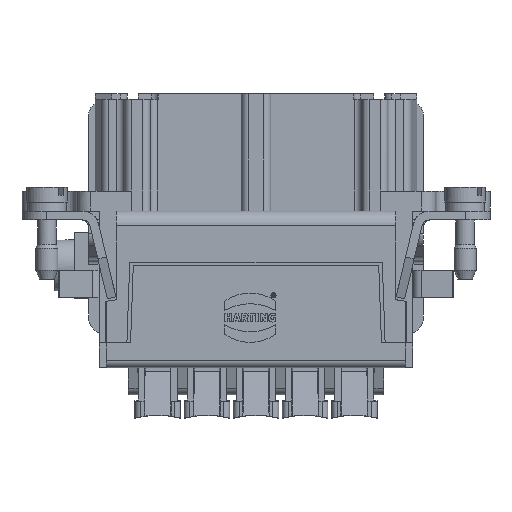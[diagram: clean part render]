
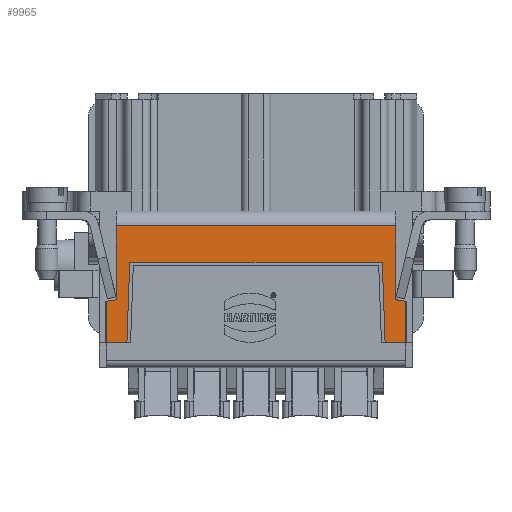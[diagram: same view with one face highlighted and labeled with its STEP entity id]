
A CAD part, front view. The second image highlights one B-rep face of the part: STEP entity #9965.
In plain terms, the highlighted planar face has unit normal (0, -1, 0).
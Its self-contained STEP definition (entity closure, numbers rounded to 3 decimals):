
#9965=ADVANCED_FACE('',(#12882),#11699,.T.);
#11699=PLANE('',#40622);
#12882=FACE_OUTER_BOUND('',#14423,.T.);
#14423=EDGE_LOOP('',(#18320,#18321,#18322,#18323,#18324,#18325,#18326,#18327,
#18328,#18329,#18330,#18331));
#18320=ORIENTED_EDGE('',*,*,#29779,.T.);
#18321=ORIENTED_EDGE('',*,*,#29780,.T.);
#18322=ORIENTED_EDGE('',*,*,#29781,.F.);
#18323=ORIENTED_EDGE('',*,*,#29782,.T.);
#18324=ORIENTED_EDGE('',*,*,#29783,.T.);
#18325=ORIENTED_EDGE('',*,*,#29784,.T.);
#18326=ORIENTED_EDGE('',*,*,#29777,.T.);
#18327=ORIENTED_EDGE('',*,*,#29785,.F.);
#18328=ORIENTED_EDGE('',*,*,#29786,.T.);
#18329=ORIENTED_EDGE('',*,*,#29787,.F.);
#18330=ORIENTED_EDGE('',*,*,#29349,.F.);
#18331=ORIENTED_EDGE('',*,*,#29788,.T.);
#26336=VERTEX_POINT('',#52903);
#26337=VERTEX_POINT('',#52905);
#26734=VERTEX_POINT('',#53977);
#26735=VERTEX_POINT('',#53979);
#26736=VERTEX_POINT('',#53983);
#26737=VERTEX_POINT('',#53984);
#26738=VERTEX_POINT('',#53986);
#26739=VERTEX_POINT('',#53988);
#26740=VERTEX_POINT('',#53990);
#26741=VERTEX_POINT('',#53992);
#26742=VERTEX_POINT('',#53995);
#26743=VERTEX_POINT('',#53997);
#29349=EDGE_CURVE('',#26336,#26337,#33652,.T.);
#29777=EDGE_CURVE('',#26735,#26734,#33966,.T.);
#29779=EDGE_CURVE('',#26736,#26737,#33967,.T.);
#29780=EDGE_CURVE('',#26737,#26738,#33968,.T.);
#29781=EDGE_CURVE('',#26739,#26738,#33969,.T.);
#29782=EDGE_CURVE('',#26739,#26740,#33970,.T.);
#29783=EDGE_CURVE('',#26740,#26741,#33971,.T.);
#29784=EDGE_CURVE('',#26741,#26735,#33972,.T.);
#29785=EDGE_CURVE('',#26742,#26734,#33973,.T.);
#29786=EDGE_CURVE('',#26742,#26743,#33974,.T.);
#29787=EDGE_CURVE('',#26337,#26743,#33975,.T.);
#29788=EDGE_CURVE('',#26336,#26736,#33976,.T.);
#33652=LINE('',#52904,#36527);
#33966=LINE('',#53978,#36841);
#33967=LINE('',#53982,#36842);
#33968=LINE('',#53985,#36843);
#33969=LINE('',#53987,#36844);
#33970=LINE('',#53989,#36845);
#33971=LINE('',#53991,#36846);
#33972=LINE('',#53993,#36847);
#33973=LINE('',#53994,#36848);
#33974=LINE('',#53996,#36849);
#33975=LINE('',#53998,#36850);
#33976=LINE('',#53999,#36851);
#36527=VECTOR('',#43998,1.);
#36841=VECTOR('',#44578,1.);
#36842=VECTOR('',#44583,1.);
#36843=VECTOR('',#44584,1.);
#36844=VECTOR('',#44585,1.);
#36845=VECTOR('',#44586,1.);
#36846=VECTOR('',#44587,1.);
#36847=VECTOR('',#44588,1.);
#36848=VECTOR('',#44589,1.);
#36849=VECTOR('',#44590,1.);
#36850=VECTOR('',#44591,1.);
#36851=VECTOR('',#44592,1.);
#40622=AXIS2_PLACEMENT_3D('',#54000,#44593,#44594);
#43998=DIRECTION('',(-1.,0.,0.));
#44578=DIRECTION('',(-1.,0.,0.));
#44583=DIRECTION('',(1.,0.,0.));
#44584=DIRECTION('',(0.035,0.,-0.999));
#44585=DIRECTION('',(-1.,0.,0.));
#44586=DIRECTION('',(0.,0.,1.));
#44587=DIRECTION('',(-0.985,0.,0.174));
#44588=DIRECTION('',(0.,0.,1.));
#44589=DIRECTION('',(0.,0.,1.));
#44590=DIRECTION('',(-0.985,0.,-0.174));
#44591=DIRECTION('',(0.,0.,1.));
#44592=DIRECTION('',(0.035,0.,0.999));
#44593=DIRECTION('',(0.,-1.,0.));
#44594=DIRECTION('',(0.,0.,-1.));
#52903=CARTESIAN_POINT('',(-17.6,-16.95,-16.75));
#52904=CARTESIAN_POINT('',(20.375,-16.95,-16.75));
#52905=CARTESIAN_POINT('',(-20.375,-16.95,-16.75));
#53977=CARTESIAN_POINT('',(-19.025,-16.95,-0.8));
#53978=CARTESIAN_POINT('',(-19.025,-16.95,-0.8));
#53979=CARTESIAN_POINT('',(19.025,-16.95,-0.8));
#53982=CARTESIAN_POINT('',(-20.375,-16.95,-5.75));
#53983=CARTESIAN_POINT('',(-17.216,-16.95,-5.75));
#53984=CARTESIAN_POINT('',(17.216,-16.95,-5.75));
#53985=CARTESIAN_POINT('',(16.968,-16.95,1.354));
#53986=CARTESIAN_POINT('',(17.6,-16.95,-16.75));
#53987=CARTESIAN_POINT('',(20.375,-16.95,-16.75));
#53988=CARTESIAN_POINT('',(20.375,-16.95,-16.75));
#53989=CARTESIAN_POINT('',(20.375,-16.95,0.05));
#53990=CARTESIAN_POINT('',(20.375,-16.95,-11.1));
#53991=CARTESIAN_POINT('',(19.025,-16.95,-10.862));
#53992=CARTESIAN_POINT('',(19.025,-16.95,-10.862));
#53993=CARTESIAN_POINT('',(19.025,-16.95,-11.1));
#53994=CARTESIAN_POINT('',(-19.025,-16.95,-11.1));
#53995=CARTESIAN_POINT('',(-19.025,-16.95,-10.862));
#53996=CARTESIAN_POINT('',(-20.375,-16.95,-11.1));
#53997=CARTESIAN_POINT('',(-20.375,-16.95,-11.1));
#53998=CARTESIAN_POINT('',(-20.375,-16.95,0.05));
#53999=CARTESIAN_POINT('',(-17.017,-16.95,-0.067));
#54000=CARTESIAN_POINT('',(-20.375,-16.95,0.05));
